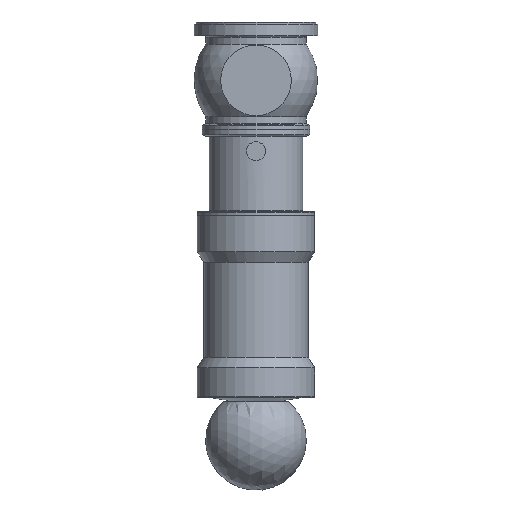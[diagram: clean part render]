
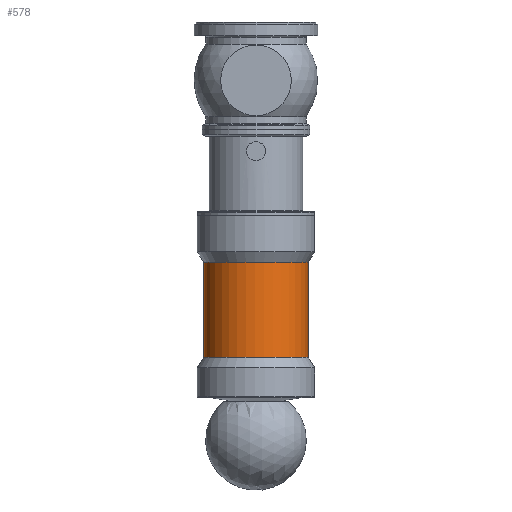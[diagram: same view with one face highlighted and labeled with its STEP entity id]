
A CAD part, left-side view. The second image highlights one B-rep face of the part: STEP entity #578.
In plain terms, the highlighted cylindrical face has radius 75 mm (diameter 150 mm), a full revolution.
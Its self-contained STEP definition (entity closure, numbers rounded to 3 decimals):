
#58=CYLINDRICAL_SURFACE($,#650,75.);
#96=FACE_OUTER_BOUND($,#221,.T.);
#163=FACE_BOUND($,#222,.T.);
#221=EDGE_LOOP($,(#475));
#222=EDGE_LOOP($,(#476));
#319=CIRCLE($,#649,75.);
#320=CIRCLE($,#651,75.);
#369=VERTEX_POINT($,#1012);
#370=VERTEX_POINT($,#1015);
#420=EDGE_CURVE($,#369,#369,#319,.T.);
#421=EDGE_CURVE($,#370,#370,#320,.T.);
#475=ORIENTED_EDGE($,*,*,#421,.F.);
#476=ORIENTED_EDGE($,*,*,#420,.T.);
#578=ADVANCED_FACE($,(#96,#163),#58,.T.);
#649=AXIS2_PLACEMENT_3D($,#1013,#779,#780);
#650=AXIS2_PLACEMENT_3D($,#1014,#781,#782);
#651=AXIS2_PLACEMENT_3D($,#1016,#783,#784);
#779=DIRECTION('center_axis',(0.,1.,0.));
#780=DIRECTION('ref_axis',(-1.,0.,0.));
#781=DIRECTION('center_axis',(0.,1.,0.));
#782=DIRECTION('ref_axis',(-1.,0.,0.));
#783=DIRECTION('center_axis',(0.,1.,0.));
#784=DIRECTION('ref_axis',(-1.,0.,0.));
#1012=CARTESIAN_POINT('',(-75.,67.,0.));
#1013=CARTESIAN_POINT('Origin',(0.,67.,0.));
#1014=CARTESIAN_POINT('Origin',(0.,135.5,0.));
#1015=CARTESIAN_POINT('',(-75.,204.,0.));
#1016=CARTESIAN_POINT('Origin',(0.,204.,0.));
